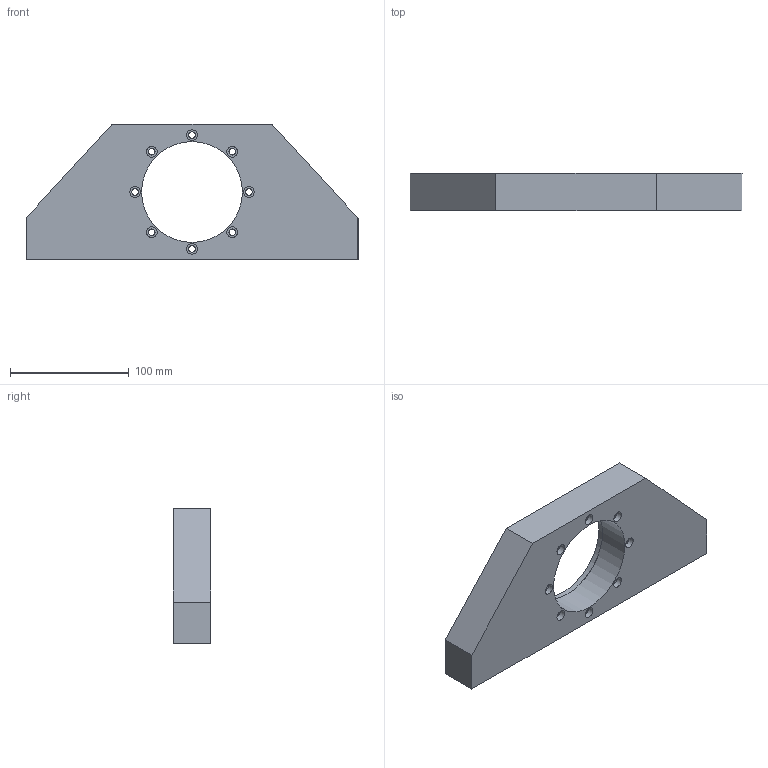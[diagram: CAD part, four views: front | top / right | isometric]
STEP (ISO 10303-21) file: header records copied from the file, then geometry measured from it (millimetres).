
FILE_DESCRIPTION(/* description */ (''),/* implementation_level */ '2;1');
FILE_NAME(/* name */ 'Left Wall.step',/* time_stamp */ '2019-02-27T19:31:59+07:00',/* author */ (''),/* organization */ (''),/* preprocessor_version */ 'ST-DEVELOPER v17.2',/* originating_system */ 'Autodesk Translation Framework v7.6.0.251',/* authorisation */ '');
FILE_SCHEMA (('AUTOMOTIVE_DESIGN { 1 0 10303 214 3 1 1 }'));
Length unit declared in the file: millimetre
Products named in the file (2): newerTilt; newerTilt v15
Assembly tree (1 placements, depth 2):
  newerTilt
    newerTilt v15
Bounding box: 280 x 31.5 x 114 mm (x, y, z)
Volume: 634922.4 mm3; surface area: 77166.6 mm2
Topology: 1 solids, 1 shells, 43 faces, 85 edges, 57 vertices
Faces by surface type: cylinder 22, plane 21
Full cylindrical faces by diameter (mm): 5.5 x8, 9 x8, 10 x4, 85 x1, 86 x1
Entity records: 1235 total; most frequent: DIRECTION 222, CARTESIAN_POINT 188, ORIENTED_EDGE 170, AXIS2_PLACEMENT_3D 91, EDGE_CURVE 85, EDGE_LOOP 74, VERTEX_POINT 57, CIRCLE 45
